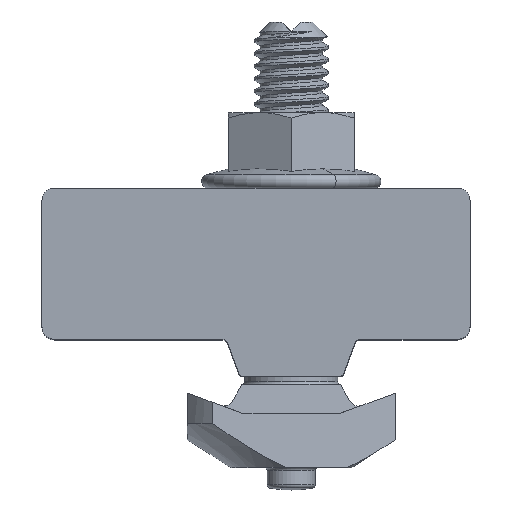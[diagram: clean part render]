
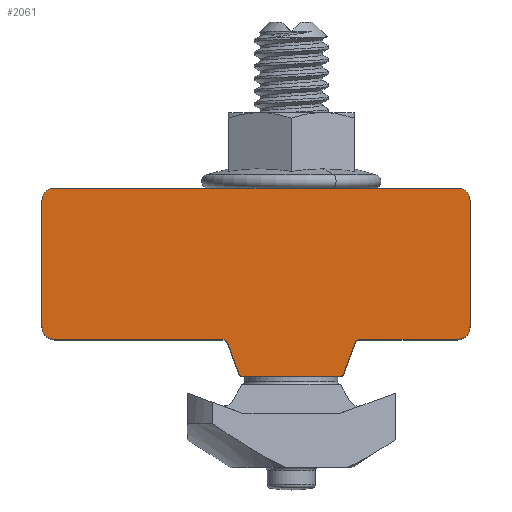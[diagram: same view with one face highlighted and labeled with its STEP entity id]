
A CAD part, top view. The second image highlights one B-rep face of the part: STEP entity #2061.
In plain terms, the highlighted planar face has unit normal (0, 0, 1).
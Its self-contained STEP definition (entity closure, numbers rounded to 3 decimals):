
#22 = CARTESIAN_POINT ( 'NONE',  ( -86.885, 28.96, 32.851 ) ) ;
#158 = ORIENTED_EDGE ( 'NONE', *, *, #8828, .T. ) ;
#200 = VERTEX_POINT ( 'NONE', #7061 ) ;
#277 = CARTESIAN_POINT ( 'NONE',  ( -86.65, 28.796, 32.851 ) ) ;
#295 = CIRCLE ( 'NONE', #7068, 1. ) ;
#353 = CARTESIAN_POINT ( 'NONE',  ( -101.482, 31.696, 32.851 ) ) ;
#381 = CARTESIAN_POINT ( 'NONE',  ( -68.57, 42.696, 32.851 ) ) ;
#438 = CIRCLE ( 'NONE', #632, 1. ) ;
#463 = CARTESIAN_POINT ( 'NONE',  ( -101.482, 43.696, 32.851 ) ) ;
#632 = AXIS2_PLACEMENT_3D ( 'NONE', #2243, #8546, #7665 ) ;
#672 = DIRECTION ( 'NONE',  ( 1., 0., 0. ) ) ;
#709 = VERTEX_POINT ( 'NONE', #960 ) ;
#747 = DIRECTION ( 'NONE',  ( 0., 0., -1. ) ) ;
#943 = DIRECTION ( 'NONE',  ( 0., 0., 1. ) ) ;
#960 = CARTESIAN_POINT ( 'NONE',  ( -88.23, 31.696, 32.851 ) ) ;
#1071 = EDGE_CURVE ( 'NONE', #200, #709, #5714, .T. ) ;
#1314 = VECTOR ( 'NONE', #2798, 1000. ) ;
#1330 = ORIENTED_EDGE ( 'NONE', *, *, #4163, .F. ) ;
#1504 = EDGE_CURVE ( 'NONE', #9654, #7764, #8952, .T. ) ;
#1510 = CARTESIAN_POINT ( 'NONE',  ( -102.482, 42.696, 32.851 ) ) ;
#1551 = DIRECTION ( 'NONE',  ( 1., 0., 0. ) ) ;
#1572 = ORIENTED_EDGE ( 'NONE', *, *, #2009, .T. ) ;
#1820 = CARTESIAN_POINT ( 'NONE',  ( -77.23, 31.696, 32.851 ) ) ;
#1980 = DIRECTION ( 'NONE',  ( 0.342, 0.94, 0. ) ) ;
#2009 = EDGE_CURVE ( 'NONE', #7944, #9915, #5803, .T. ) ;
#2061 = ADVANCED_FACE ( 'NONE', ( #3261 ), #6867, .T. ) ;
#2243 = CARTESIAN_POINT ( 'NONE',  ( -69.57, 32.696, 32.851 ) ) ;
#2476 = CARTESIAN_POINT ( 'NONE',  ( -78.811, 28.796, 32.851 ) ) ;
#2482 = VERTEX_POINT ( 'NONE', #277 ) ;
#2500 = AXIS2_PLACEMENT_3D ( 'NONE', #8240, #9882, #8589 ) ;
#2664 = ORIENTED_EDGE ( 'NONE', *, *, #3423, .T. ) ;
#2753 = CARTESIAN_POINT ( 'NONE',  ( -69.57, 42.696, 32.851 ) ) ;
#2784 = CARTESIAN_POINT ( 'NONE',  ( -77.23, 31.696, 32.851 ) ) ;
#2798 = DIRECTION ( 'NONE',  ( 1., 0., 0. ) ) ;
#2819 = EDGE_CURVE ( 'NONE', #4181, #11018, #6847, .T. ) ;
#2869 = CARTESIAN_POINT ( 'NONE',  ( -68.57, 42.696, 32.851 ) ) ;
#2891 = VECTOR ( 'NONE', #8029, 1000. ) ;
#2912 = CARTESIAN_POINT ( 'NONE',  ( -88.23, 31.196, 32.851 ) ) ;
#2914 = VECTOR ( 'NONE', #9679, 1000. ) ;
#3244 = EDGE_CURVE ( 'NONE', #9897, #11593, #10516, .T. ) ;
#3261 = FACE_OUTER_BOUND ( 'NONE', #8706, .T. ) ;
#3271 = CARTESIAN_POINT ( 'NONE',  ( -87.761, 31.367, 32.851 ) ) ;
#3423 = EDGE_CURVE ( 'NONE', #709, #9897, #6877, .T. ) ;
#3695 = CARTESIAN_POINT ( 'NONE',  ( -78.576, 28.96, 32.851 ) ) ;
#4068 = AXIS2_PLACEMENT_3D ( 'NONE', #4477, #943, #8081 ) ;
#4137 = VERTEX_POINT ( 'NONE', #11142 ) ;
#4163 = EDGE_CURVE ( 'NONE', #6143, #4137, #438, .T. ) ;
#4181 = VERTEX_POINT ( 'NONE', #7266 ) ;
#4359 = ORIENTED_EDGE ( 'NONE', *, *, #11516, .T. ) ;
#4477 = CARTESIAN_POINT ( 'NONE',  ( -78.811, 29.046, 32.851 ) ) ;
#4696 = VERTEX_POINT ( 'NONE', #8066 ) ;
#4736 = CARTESIAN_POINT ( 'NONE',  ( -102.482, 32.696, 32.851 ) ) ;
#4769 = ORIENTED_EDGE ( 'NONE', *, *, #6199, .T. ) ;
#4794 = ORIENTED_EDGE ( 'NONE', *, *, #10445, .T. ) ;
#4808 = VERTEX_POINT ( 'NONE', #4736 ) ;
#4937 = ORIENTED_EDGE ( 'NONE', *, *, #2819, .T. ) ;
#4980 = DIRECTION ( 'NONE',  ( 0., -1., 0. ) ) ;
#5077 = CARTESIAN_POINT ( 'NONE',  ( -63.982, 32.696, 32.851 ) ) ;
#5097 = VECTOR ( 'NONE', #5888, 1000. ) ;
#5671 = DIRECTION ( 'NONE',  ( 0., 0., -1. ) ) ;
#5714 = LINE ( 'NONE', #353, #5097 ) ;
#5718 = AXIS2_PLACEMENT_3D ( 'NONE', #8395, #8505, #10334 ) ;
#5736 = DIRECTION ( 'NONE',  ( -1., 0., 0. ) ) ;
#5803 = LINE ( 'NONE', #9560, #11442 ) ;
#5888 = DIRECTION ( 'NONE',  ( 1., 0., 0. ) ) ;
#5911 = EDGE_CURVE ( 'NONE', #4808, #200, #10142, .T. ) ;
#5917 = VECTOR ( 'NONE', #9381, 1000. ) ;
#5931 = CIRCLE ( 'NONE', #11578, 1. ) ;
#6136 = VECTOR ( 'NONE', #1980, 1000. ) ;
#6143 = VERTEX_POINT ( 'NONE', #9784 ) ;
#6199 = EDGE_CURVE ( 'NONE', #2482, #9654, #9075, .T. ) ;
#6847 = CIRCLE ( 'NONE', #2500, 0.5 ) ;
#6867 = PLANE ( 'NONE',  #9730 ) ;
#6877 = CIRCLE ( 'NONE', #11200, 0.5 ) ;
#6956 = AXIS2_PLACEMENT_3D ( 'NONE', #10886, #9976, #11586 ) ;
#7015 = VERTEX_POINT ( 'NONE', #2869 ) ;
#7061 = CARTESIAN_POINT ( 'NONE',  ( -101.482, 31.696, 32.851 ) ) ;
#7068 = AXIS2_PLACEMENT_3D ( 'NONE', #2753, #747, #8863 ) ;
#7074 = ORIENTED_EDGE ( 'NONE', *, *, #10363, .F. ) ;
#7266 = CARTESIAN_POINT ( 'NONE',  ( -77.7, 31.367, 32.851 ) ) ;
#7350 = ORIENTED_EDGE ( 'NONE', *, *, #9231, .T. ) ;
#7602 = CIRCLE ( 'NONE', #5718, 0.25 ) ;
#7665 = DIRECTION ( 'NONE',  ( 1., 0., 0. ) ) ;
#7747 = LINE ( 'NONE', #381, #5917 ) ;
#7764 = VERTEX_POINT ( 'NONE', #11194 ) ;
#7944 = VERTEX_POINT ( 'NONE', #9100 ) ;
#8029 = DIRECTION ( 'NONE',  ( 1., 0., 0. ) ) ;
#8066 = CARTESIAN_POINT ( 'NONE',  ( -102.482, 42.696, 32.851 ) ) ;
#8081 = DIRECTION ( 'NONE',  ( 1., 0., 0. ) ) ;
#8240 = CARTESIAN_POINT ( 'NONE',  ( -77.23, 31.196, 32.851 ) ) ;
#8395 = CARTESIAN_POINT ( 'NONE',  ( -86.65, 29.046, 32.851 ) ) ;
#8479 = ORIENTED_EDGE ( 'NONE', *, *, #5911, .T. ) ;
#8505 = DIRECTION ( 'NONE',  ( 0., 0., 1. ) ) ;
#8546 = DIRECTION ( 'NONE',  ( 0., 0., -1. ) ) ;
#8569 = DIRECTION ( 'NONE',  ( -1., 0., 0. ) ) ;
#8589 = DIRECTION ( 'NONE',  ( -1., 0., 0. ) ) ;
#8679 = DIRECTION ( 'NONE',  ( 0., 0., 1. ) ) ;
#8706 = EDGE_LOOP ( 'NONE', ( #1330, #11373, #7074, #1572, #4359, #9439, #8479, #9363, #2664, #11049, #7350, #4769, #10850, #4794, #4937, #158 ) ) ;
#8828 = EDGE_CURVE ( 'NONE', #11018, #4137, #10006, .T. ) ;
#8863 = DIRECTION ( 'NONE',  ( 1., 0., 0. ) ) ;
#8952 = CIRCLE ( 'NONE', #4068, 0.25 ) ;
#9026 = EDGE_CURVE ( 'NONE', #4696, #4808, #9581, .T. ) ;
#9075 = LINE ( 'NONE', #10871, #1314 ) ;
#9100 = CARTESIAN_POINT ( 'NONE',  ( -69.57, 43.696, 32.851 ) ) ;
#9146 = LINE ( 'NONE', #3695, #6136 ) ;
#9231 = EDGE_CURVE ( 'NONE', #11593, #2482, #7602, .T. ) ;
#9281 = EDGE_CURVE ( 'NONE', #7015, #6143, #7747, .T. ) ;
#9363 = ORIENTED_EDGE ( 'NONE', *, *, #1071, .T. ) ;
#9381 = DIRECTION ( 'NONE',  ( 0., -1., 0. ) ) ;
#9439 = ORIENTED_EDGE ( 'NONE', *, *, #9026, .T. ) ;
#9560 = CARTESIAN_POINT ( 'NONE',  ( -101.482, 43.696, 32.851 ) ) ;
#9581 = LINE ( 'NONE', #1510, #10033 ) ;
#9623 = DIRECTION ( 'NONE',  ( 0., 0., 1. ) ) ;
#9654 = VERTEX_POINT ( 'NONE', #2476 ) ;
#9679 = DIRECTION ( 'NONE',  ( 0.342, -0.94, 0. ) ) ;
#9730 = AXIS2_PLACEMENT_3D ( 'NONE', #5077, #8679, #672 ) ;
#9784 = CARTESIAN_POINT ( 'NONE',  ( -68.57, 32.696, 32.851 ) ) ;
#9882 = DIRECTION ( 'NONE',  ( 0., 0., -1. ) ) ;
#9897 = VERTEX_POINT ( 'NONE', #10480 ) ;
#9915 = VERTEX_POINT ( 'NONE', #463 ) ;
#9976 = DIRECTION ( 'NONE',  ( 0., 0., 1. ) ) ;
#10006 = LINE ( 'NONE', #2784, #2891 ) ;
#10033 = VECTOR ( 'NONE', #4980, 1000. ) ;
#10142 = CIRCLE ( 'NONE', #6956, 1. ) ;
#10334 = DIRECTION ( 'NONE',  ( 1., 0., 0. ) ) ;
#10363 = EDGE_CURVE ( 'NONE', #7944, #7015, #295, .T. ) ;
#10391 = CARTESIAN_POINT ( 'NONE',  ( -101.482, 42.696, 32.851 ) ) ;
#10445 = EDGE_CURVE ( 'NONE', #7764, #4181, #9146, .T. ) ;
#10480 = CARTESIAN_POINT ( 'NONE',  ( -87.761, 31.367, 32.851 ) ) ;
#10516 = LINE ( 'NONE', #3271, #2914 ) ;
#10850 = ORIENTED_EDGE ( 'NONE', *, *, #1504, .T. ) ;
#10871 = CARTESIAN_POINT ( 'NONE',  ( -86.65, 28.796, 32.851 ) ) ;
#10886 = CARTESIAN_POINT ( 'NONE',  ( -101.482, 32.696, 32.851 ) ) ;
#11018 = VERTEX_POINT ( 'NONE', #1820 ) ;
#11049 = ORIENTED_EDGE ( 'NONE', *, *, #3244, .T. ) ;
#11142 = CARTESIAN_POINT ( 'NONE',  ( -69.57, 31.696, 32.851 ) ) ;
#11194 = CARTESIAN_POINT ( 'NONE',  ( -78.576, 28.96, 32.851 ) ) ;
#11200 = AXIS2_PLACEMENT_3D ( 'NONE', #2912, #5671, #5736 ) ;
#11373 = ORIENTED_EDGE ( 'NONE', *, *, #9281, .F. ) ;
#11442 = VECTOR ( 'NONE', #8569, 1000. ) ;
#11516 = EDGE_CURVE ( 'NONE', #9915, #4696, #5931, .T. ) ;
#11578 = AXIS2_PLACEMENT_3D ( 'NONE', #10391, #9623, #1551 ) ;
#11586 = DIRECTION ( 'NONE',  ( 1., 0., 0. ) ) ;
#11593 = VERTEX_POINT ( 'NONE', #22 ) ;
